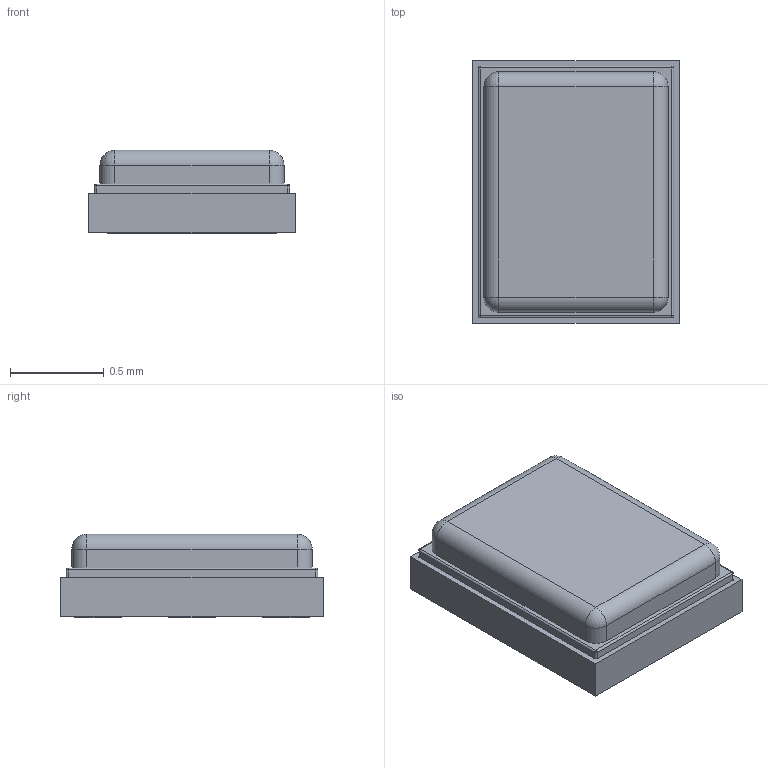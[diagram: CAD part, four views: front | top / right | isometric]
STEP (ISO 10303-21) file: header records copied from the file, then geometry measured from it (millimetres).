
FILE_DESCRIPTION(('FreeCAD Model'),'2;1');
FILE_NAME('Open CASCADE Shape Model','2025-08-20T00:17:54',(''),(''), 'Open CASCADE STEP processor 7.8','FreeCAD','Unknown');
FILE_SCHEMA(('AUTOMOTIVE_DESIGN { 1 0 10303 214 1 1 1 1 }'));
Length unit declared in the file: millimetre
Products named in the file (1): Pad003
Bounding box: 1.1 x 1.4 x 0.45 mm (x, y, z)
Volume: 0.6 mm3; surface area: 5 mm2
Topology: 1 solids, 1 shells, 65 faces, 152 edges, 88 vertices
Faces by surface type: plane 41, cylinder 16, sphere 8
Entity records: 3629 total; most frequent: CARTESIAN_POINT 636, DIRECTION 561, LINE 360, VECTOR 360, ORIENTED_EDGE 288, PCURVE 288, DEFINITIONAL_REPRESENTATION 288, EDGE_CURVE 144
